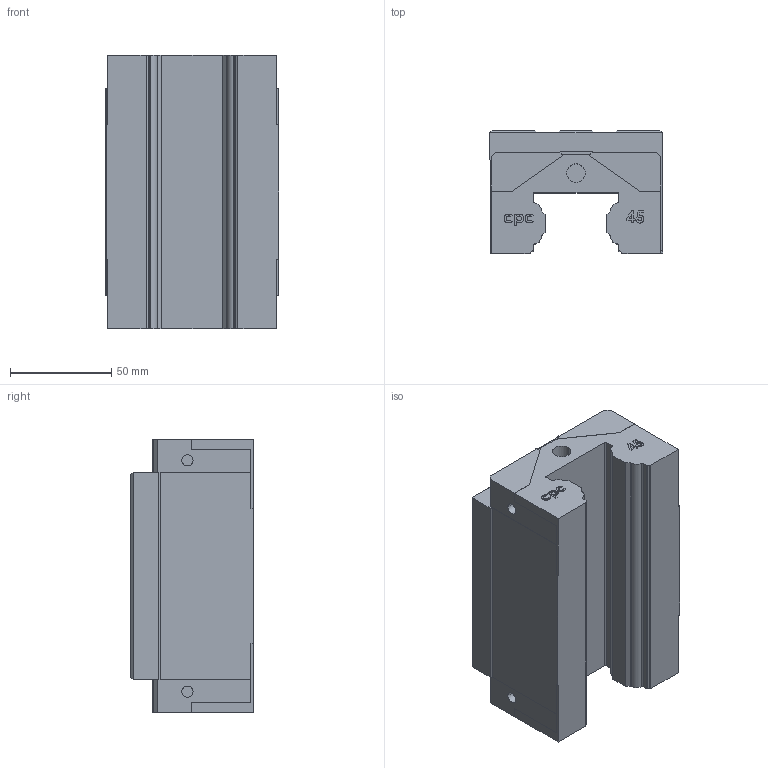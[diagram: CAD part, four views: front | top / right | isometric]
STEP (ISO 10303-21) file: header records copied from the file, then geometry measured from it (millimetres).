
FILE_DESCRIPTION (( 'STEP AP214' ), '1' );
FILE_NAME ('HRC45MN-block.STEP', '2013-03-11T09:59:21', ( 'CPC' ), ( '' ), 'SwSTEP 2.0', 'SolidWorks 2010', '' );
FILE_SCHEMA (( 'AUTOMOTIVE_DESIGN' ));
Length unit declared in the file: millimetre
Products named in the file (1): HRC45MN-block
Bounding box: 86 x 60.7 x 135.5 mm (x, y, z)
Volume: 510579.2 mm3; surface area: 60628.8 mm2
Topology: 1 solids, 1 shells, 318 faces, 848 edges, 556 vertices
Faces by surface type: plane 180, bspline 64, cylinder 58, cone 16
Entity records: 16140 total; most frequent: CARTESIAN_POINT 7811, ORIENTED_EDGE 1680, DIRECTION 1346, EDGE_CURVE 840, LINE 588, VECTOR 588, VERTEX_POINT 556, AXIS2_PLACEMENT_3D 379
